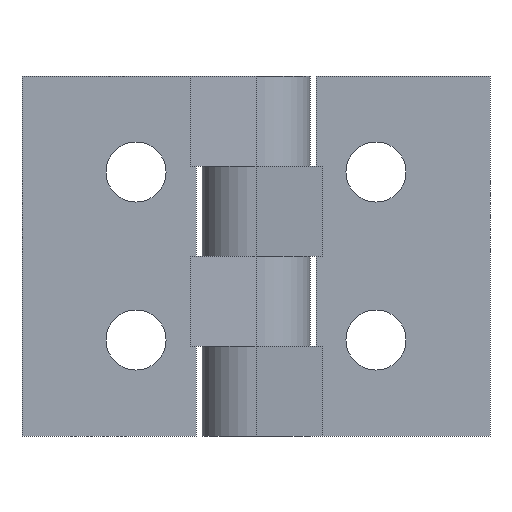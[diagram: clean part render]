
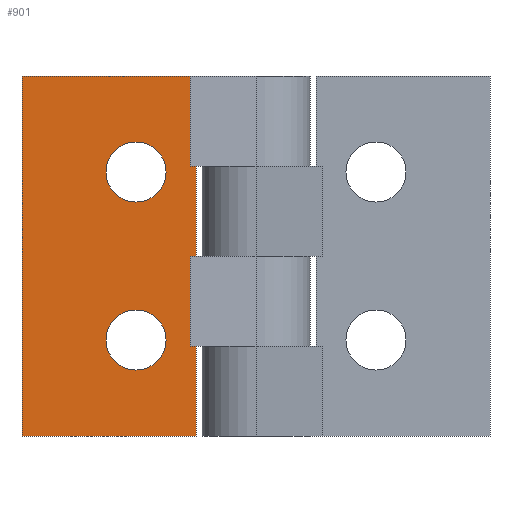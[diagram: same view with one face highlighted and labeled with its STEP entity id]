
A CAD part, left-side view. The second image highlights one B-rep face of the part: STEP entity #901.
In plain terms, the highlighted planar face has unit normal (-1, 0, 0).
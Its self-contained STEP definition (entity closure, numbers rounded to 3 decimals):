
#41=FACE_BOUND('',#161,.T.);
#42=FACE_BOUND('',#162,.T.);
#57=CIRCLE('',#963,2.5);
#59=CIRCLE('',#967,2.5);
#104=FACE_OUTER_BOUND('',#160,.T.);
#160=EDGE_LOOP('',(#698,#699,#700,#701,#702,#703,#704,#705,#706,#707));
#161=EDGE_LOOP('',(#708));
#162=EDGE_LOOP('',(#709));
#205=LINE('',#1300,#300);
#209=LINE('',#1307,#304);
#211=LINE('',#1313,#306);
#214=LINE('',#1318,#309);
#219=LINE('',#1333,#314);
#223=LINE('',#1341,#318);
#227=LINE('',#1348,#322);
#238=LINE('',#1383,#333);
#244=LINE('',#1405,#339);
#246=LINE('',#1409,#341);
#300=VECTOR('',#1038,10.);
#304=VECTOR('',#1044,10.);
#306=VECTOR('',#1048,10.);
#309=VECTOR('',#1053,10.);
#314=VECTOR('',#1066,10.);
#318=VECTOR('',#1072,10.);
#322=VECTOR('',#1078,10.);
#333=VECTOR('',#1117,10.);
#339=VECTOR('',#1143,10.);
#341=VECTOR('',#1149,10.);
#394=VERTEX_POINT('',#1297);
#395=VERTEX_POINT('',#1299);
#397=VERTEX_POINT('',#1305);
#399=VERTEX_POINT('',#1310);
#400=VERTEX_POINT('',#1312);
#406=VERTEX_POINT('',#1330);
#407=VERTEX_POINT('',#1332);
#408=VERTEX_POINT('',#1336);
#410=VERTEX_POINT('',#1339);
#419=VERTEX_POINT('',#1367);
#421=VERTEX_POINT('',#1375);
#428=VERTEX_POINT('',#1403);
#475=EDGE_CURVE('',#395,#394,#205,.T.);
#479=EDGE_CURVE('',#394,#397,#209,.T.);
#481=EDGE_CURVE('',#399,#400,#211,.T.);
#484=EDGE_CURVE('',#400,#397,#214,.T.);
#491=EDGE_CURVE('',#406,#407,#219,.T.);
#495=EDGE_CURVE('',#408,#410,#223,.T.);
#499=EDGE_CURVE('',#407,#410,#227,.T.);
#510=EDGE_CURVE('',#419,#419,#57,.T.);
#514=EDGE_CURVE('',#421,#421,#59,.T.);
#517=EDGE_CURVE('',#399,#408,#238,.T.);
#528=EDGE_CURVE('',#406,#428,#244,.T.);
#530=EDGE_CURVE('',#428,#395,#246,.T.);
#698=ORIENTED_EDGE('',*,*,#517,.T.);
#699=ORIENTED_EDGE('',*,*,#495,.T.);
#700=ORIENTED_EDGE('',*,*,#499,.F.);
#701=ORIENTED_EDGE('',*,*,#491,.F.);
#702=ORIENTED_EDGE('',*,*,#528,.T.);
#703=ORIENTED_EDGE('',*,*,#530,.T.);
#704=ORIENTED_EDGE('',*,*,#475,.T.);
#705=ORIENTED_EDGE('',*,*,#479,.T.);
#706=ORIENTED_EDGE('',*,*,#484,.F.);
#707=ORIENTED_EDGE('',*,*,#481,.F.);
#708=ORIENTED_EDGE('',*,*,#514,.F.);
#709=ORIENTED_EDGE('',*,*,#510,.F.);
#859=PLANE('',#982);
#901=ADVANCED_FACE('',(#104,#41,#42),#859,.F.);
#963=AXIS2_PLACEMENT_3D('',#1369,#1098,#1099);
#967=AXIS2_PLACEMENT_3D('',#1377,#1108,#1109);
#982=AXIS2_PLACEMENT_3D('',#1408,#1147,#1148);
#1038=DIRECTION('',(0.,0.,-1.));
#1044=DIRECTION('',(0.,-1.,0.));
#1048=DIRECTION('',(0.,-1.,0.));
#1053=DIRECTION('',(0.,0.,-1.));
#1066=DIRECTION('',(0.,-1.,0.));
#1072=DIRECTION('',(0.,-1.,0.));
#1078=DIRECTION('',(0.,0.,-1.));
#1098=DIRECTION('center_axis',(-1.,0.,0.));
#1099=DIRECTION('ref_axis',(0.,0.,-1.));
#1108=DIRECTION('center_axis',(-1.,0.,0.));
#1109=DIRECTION('ref_axis',(0.,0.,-1.));
#1117=DIRECTION('',(0.,0.,1.));
#1143=DIRECTION('',(0.,0.,1.));
#1147=DIRECTION('center_axis',(1.,0.,0.));
#1148=DIRECTION('ref_axis',(0.,0.,-1.));
#1149=DIRECTION('',(0.,1.,0.));
#1297=CARTESIAN_POINT('',(0.,39.,0.));
#1299=CARTESIAN_POINT('',(0.,39.,30.));
#1300=CARTESIAN_POINT('',(0.,39.,30.));
#1305=CARTESIAN_POINT('',(0.,24.5,0.));
#1307=CARTESIAN_POINT('',(0.,39.,0.));
#1310=CARTESIAN_POINT('',(0.,25.,7.5));
#1312=CARTESIAN_POINT('',(0.,24.5,7.5));
#1313=CARTESIAN_POINT('',(0.,25.,7.5));
#1318=CARTESIAN_POINT('',(0.,24.5,22.5));
#1330=CARTESIAN_POINT('',(0.,25.,22.5));
#1332=CARTESIAN_POINT('',(0.,24.5,22.5));
#1333=CARTESIAN_POINT('',(0.,25.,22.5));
#1336=CARTESIAN_POINT('',(0.,25.,15.));
#1339=CARTESIAN_POINT('',(0.,24.5,15.));
#1341=CARTESIAN_POINT('',(0.,25.,15.));
#1348=CARTESIAN_POINT('',(0.,24.5,22.5));
#1367=CARTESIAN_POINT('',(0.,29.5,10.5));
#1369=CARTESIAN_POINT('Origin',(0.,29.5,8.));
#1375=CARTESIAN_POINT('',(0.,29.5,24.5));
#1377=CARTESIAN_POINT('Origin',(0.,29.5,22.));
#1383=CARTESIAN_POINT('',(0.,25.,22.5));
#1403=CARTESIAN_POINT('',(0.,25.,30.));
#1405=CARTESIAN_POINT('',(0.,25.,22.5));
#1408=CARTESIAN_POINT('Origin',(0.,19.5,15.));
#1409=CARTESIAN_POINT('',(0.,0.,30.));
